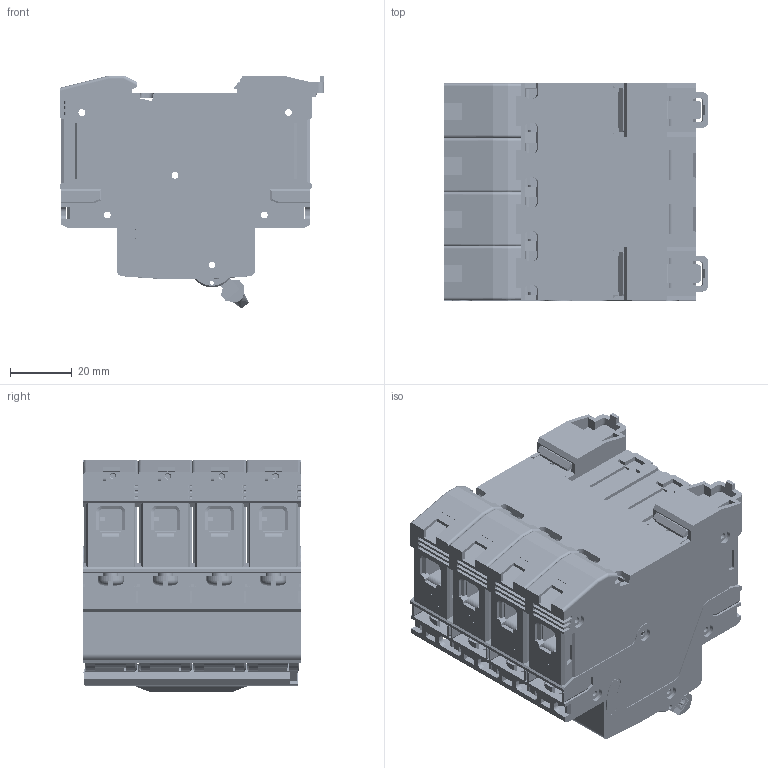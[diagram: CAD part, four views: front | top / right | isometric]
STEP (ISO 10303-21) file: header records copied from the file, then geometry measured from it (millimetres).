
FILE_DESCRIPTION((''),'2;1');
FILE_NAME('NB1-63H_4P2020100001_ASM','2023-07-20T08:10:57',('huytao'),(''),'CREO PARAMETRIC BY PTC INC, 2020044','CREO PARAMETRIC BY PTC INC, 2020044','');
FILE_SCHEMA(('CONFIG_CONTROL_DESIGN','SHAPE_APPEARANCE_LAYERS_GROUPS'));
Products named in the file (1): NB1-63H_4P2020100001_ASM
Bounding box: 86 x 70.6 x 75.64 mm (x, y, z)
Volume: 15926.3 mm3; surface area: 137504.3 mm2
Topology: 18 solids, 31 shells, 8059 faces, 23301 edges, 15268 vertices
Faces by surface type: plane 6227, cylinder 1654, torus 68, cone 64, sphere 24, bspline 22
Entity records: 266312 total; most frequent: CARTESIAN_POINT 50470, ORIENTED_EDGE 46528, DIRECTION 42607, EDGE_CURVE 23292, VECTOR 18989, LINE 18989, VERTEX_POINT 15268, AXIS2_PLACEMENT_3D 11809
